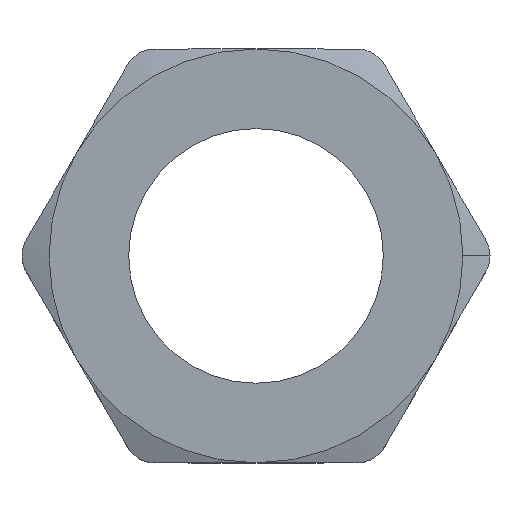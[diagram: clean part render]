
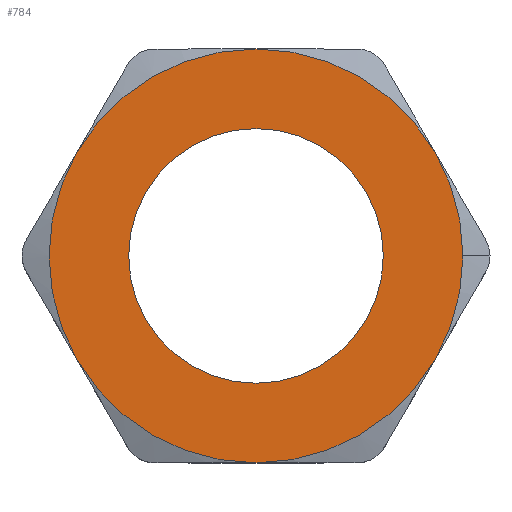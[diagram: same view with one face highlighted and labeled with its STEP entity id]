
A CAD part, top view. The second image highlights one B-rep face of the part: STEP entity #784.
In plain terms, the highlighted planar face has unit normal (0, 0, 1).
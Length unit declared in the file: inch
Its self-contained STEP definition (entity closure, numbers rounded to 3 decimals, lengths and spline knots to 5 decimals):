
#149 = CARTESIAN_POINT ( 'NONE',  ( -0.16887, 0.0975, 0.1 ) ) ;
#234 = DIRECTION ( 'NONE',  ( 1., 0., 0. ) ) ;
#235 = DIRECTION ( 'NONE',  ( 0., 0., 1. ) ) ;
#236 = CARTESIAN_POINT ( 'NONE',  ( 0., 0., 0.1 ) ) ;
#237 = AXIS2_PLACEMENT_3D ( 'NONE', #236, #235, #234 ) ;
#238 = CIRCLE ( 'NONE', #237, 0.195 ) ;
#251 = CARTESIAN_POINT ( 'NONE',  ( 0., 0.195, 0.1 ) ) ;
#280 = DIRECTION ( 'NONE',  ( 1., 0., 0. ) ) ;
#281 = DIRECTION ( 'NONE',  ( 0., 0., 1. ) ) ;
#282 = AXIS2_PLACEMENT_3D ( 'NONE', #286, #281, #280 ) ;
#283 = CIRCLE ( 'NONE', #282, 0.195 ) ;
#286 = CARTESIAN_POINT ( 'NONE',  ( 0., 0., 0.1 ) ) ;
#513 = EDGE_CURVE ( 'NONE', #514, #515, #1441, .T. ) ;
#514 = VERTEX_POINT ( 'NONE', #1530 ) ;
#515 = VERTEX_POINT ( 'NONE', #1529 ) ;
#523 = EDGE_CURVE ( 'NONE', #524, #525, #1501, .T. ) ;
#524 = VERTEX_POINT ( 'NONE', #1496 ) ;
#525 = VERTEX_POINT ( 'NONE', #1495 ) ;
#546 = VERTEX_POINT ( 'NONE', #1510 ) ;
#609 = VERTEX_POINT ( 'NONE', #149 ) ;
#640 = VERTEX_POINT ( 'NONE', #251 ) ;
#652 = EDGE_CURVE ( 'NONE', #888, #546, #238, .T. ) ;
#661 = ORIENTED_EDGE ( 'NONE', *, *, #662, .T. ) ;
#662 = EDGE_CURVE ( 'NONE', #546, #873, #283, .T. ) ;
#704 = EDGE_LOOP ( 'NONE', ( #705, #707 ) ) ;
#705 = ORIENTED_EDGE ( 'NONE', *, *, #706, .T. ) ;
#706 = EDGE_CURVE ( 'NONE', #515, #514, #1634, .T. ) ;
#707 = ORIENTED_EDGE ( 'NONE', *, *, #513, .T. ) ;
#708 = EDGE_LOOP ( 'NONE', ( #764, #766, #1566, #744, #746, #810, #661 ) ) ;
#738 = EDGE_CURVE ( 'NONE', #525, #640, #1681, .T. ) ;
#744 = ORIENTED_EDGE ( 'NONE', *, *, #816, .T. ) ;
#745 = EDGE_CURVE ( 'NONE', #609, #888, #1672, .T. ) ;
#746 = ORIENTED_EDGE ( 'NONE', *, *, #745, .T. ) ;
#764 = ORIENTED_EDGE ( 'NONE', *, *, #765, .T. ) ;
#765 = EDGE_CURVE ( 'NONE', #873, #524, #1696, .T. ) ;
#766 = ORIENTED_EDGE ( 'NONE', *, *, #523, .T. ) ;
#784 = ADVANCED_FACE ( 'NONE', ( #1762, #1760 ), #1759, .T. ) ;
#810 = ORIENTED_EDGE ( 'NONE', *, *, #652, .T. ) ;
#816 = EDGE_CURVE ( 'NONE', #640, #609, #1808, .T. ) ;
#873 = VERTEX_POINT ( 'NONE', #1895 ) ;
#888 = VERTEX_POINT ( 'NONE', #1925 ) ;
#1441 = CIRCLE ( 'NONE', #1534, 0.12 ) ;
#1495 = CARTESIAN_POINT ( 'NONE',  ( 0.16887, 0.0975, 0.1 ) ) ;
#1496 = CARTESIAN_POINT ( 'NONE',  ( 0.195, 0., 0.1 ) ) ;
#1497 = DIRECTION ( 'NONE',  ( 1., 0., 0. ) ) ;
#1498 = DIRECTION ( 'NONE',  ( 0., 0., 1. ) ) ;
#1499 = CARTESIAN_POINT ( 'NONE',  ( 0., 0., 0.1 ) ) ;
#1500 = AXIS2_PLACEMENT_3D ( 'NONE', #1499, #1498, #1497 ) ;
#1501 = CIRCLE ( 'NONE', #1500, 0.195 ) ;
#1510 = CARTESIAN_POINT ( 'NONE',  ( 0., -0.195, 0.1 ) ) ;
#1529 = CARTESIAN_POINT ( 'NONE',  ( -0.12, 0., 0.1 ) ) ;
#1530 = CARTESIAN_POINT ( 'NONE',  ( 0.12, 0., 0.1 ) ) ;
#1531 = DIRECTION ( 'NONE',  ( -1., 0., 0. ) ) ;
#1532 = DIRECTION ( 'NONE',  ( 0., 0., -1. ) ) ;
#1533 = CARTESIAN_POINT ( 'NONE',  ( 0., 0., 0.1 ) ) ;
#1534 = AXIS2_PLACEMENT_3D ( 'NONE', #1533, #1532, #1531 ) ;
#1566 = ORIENTED_EDGE ( 'NONE', *, *, #738, .T. ) ;
#1630 = DIRECTION ( 'NONE',  ( -1., 0., 0. ) ) ;
#1631 = DIRECTION ( 'NONE',  ( 0., 0., -1. ) ) ;
#1632 = CARTESIAN_POINT ( 'NONE',  ( 0., 0., 0.1 ) ) ;
#1633 = AXIS2_PLACEMENT_3D ( 'NONE', #1632, #1631, #1630 ) ;
#1634 = CIRCLE ( 'NONE', #1633, 0.12 ) ;
#1665 = DIRECTION ( 'NONE',  ( 0., 0., 1. ) ) ;
#1666 = CARTESIAN_POINT ( 'NONE',  ( 0., 0., 0.1 ) ) ;
#1667 = AXIS2_PLACEMENT_3D ( 'NONE', #1666, #1665, #1722 ) ;
#1672 = CIRCLE ( 'NONE', #1667, 0.195 ) ;
#1675 = DIRECTION ( 'NONE',  ( 1., 0., 0. ) ) ;
#1676 = DIRECTION ( 'NONE',  ( 0., 0., 1. ) ) ;
#1677 = CARTESIAN_POINT ( 'NONE',  ( 0., 0., 0.1 ) ) ;
#1678 = AXIS2_PLACEMENT_3D ( 'NONE', #1677, #1676, #1675 ) ;
#1681 = CIRCLE ( 'NONE', #1678, 0.195 ) ;
#1693 = DIRECTION ( 'NONE',  ( 1., 0., 0. ) ) ;
#1694 = DIRECTION ( 'NONE',  ( 0., 0., 1. ) ) ;
#1695 = AXIS2_PLACEMENT_3D ( 'NONE', #1703, #1694, #1693 ) ;
#1696 = CIRCLE ( 'NONE', #1695, 0.195 ) ;
#1703 = CARTESIAN_POINT ( 'NONE',  ( 0., 0., 0.1 ) ) ;
#1722 = DIRECTION ( 'NONE',  ( 1., 0., 0. ) ) ;
#1749 = DIRECTION ( 'NONE',  ( 1., 0., 0. ) ) ;
#1750 = DIRECTION ( 'NONE',  ( 0., 0., 1. ) ) ;
#1751 = CARTESIAN_POINT ( 'NONE',  ( -0.22517, 0., 0.1 ) ) ;
#1752 = AXIS2_PLACEMENT_3D ( 'NONE', #1751, #1750, #1749 ) ;
#1759 = PLANE ( 'NONE',  #1752 ) ;
#1760 = FACE_OUTER_BOUND ( 'NONE', #708, .T. ) ;
#1762 = FACE_BOUND ( 'NONE', #704, .T. ) ;
#1773 = DIRECTION ( 'NONE',  ( 1., 0., 0. ) ) ;
#1805 = CARTESIAN_POINT ( 'NONE',  ( 0., 0., 0.1 ) ) ;
#1806 = AXIS2_PLACEMENT_3D ( 'NONE', #1805, #1807, #1773 ) ;
#1807 = DIRECTION ( 'NONE',  ( 0., 0., 1. ) ) ;
#1808 = CIRCLE ( 'NONE', #1806, 0.195 ) ;
#1895 = CARTESIAN_POINT ( 'NONE',  ( 0.16887, -0.0975, 0.1 ) ) ;
#1925 = CARTESIAN_POINT ( 'NONE',  ( -0.16887, -0.0975, 0.1 ) ) ;
